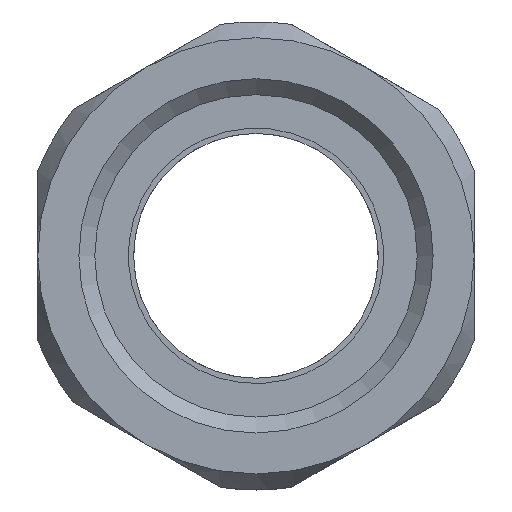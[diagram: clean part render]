
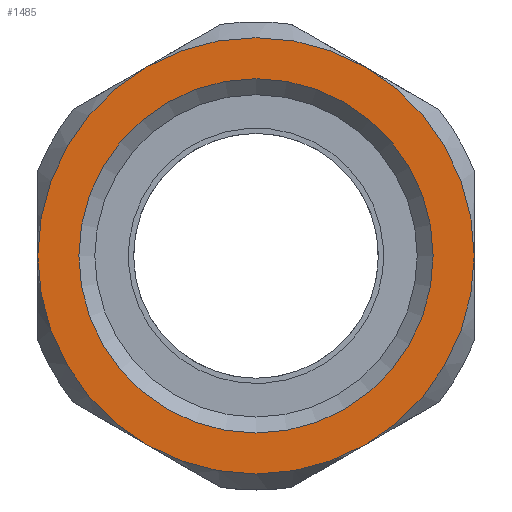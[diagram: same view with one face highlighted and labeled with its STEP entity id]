
A CAD part, left-side view. The second image highlights one B-rep face of the part: STEP entity #1485.
In plain terms, the highlighted planar face has unit normal (-1, 0, 0).
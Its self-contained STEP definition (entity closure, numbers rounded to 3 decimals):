
#86=FACE_BOUND('',#269,.T.);
#111=PLANE('',#1681);
#175=FACE_OUTER_BOUND('',#268,.T.);
#268=EDGE_LOOP('',(#1190,#1191,#1192,#1193,#1194,#1195));
#269=EDGE_LOOP('',(#1196));
#497=CIRCLE('',#1682,20.5);
#498=CIRCLE('',#1683,20.5);
#499=CIRCLE('',#1684,20.5);
#500=CIRCLE('',#1685,20.5);
#501=CIRCLE('',#1686,20.5);
#502=CIRCLE('',#1687,20.5);
#503=CIRCLE('',#1688,16.646);
#612=VERTEX_POINT('',#2496);
#617=VERTEX_POINT('',#2513);
#622=VERTEX_POINT('',#2530);
#627=VERTEX_POINT('',#2547);
#632=VERTEX_POINT('',#2564);
#651=VERTEX_POINT('',#2631);
#652=VERTEX_POINT('',#2638);
#843=EDGE_CURVE('',#627,#651,#497,.T.);
#844=EDGE_CURVE('',#651,#632,#498,.T.);
#845=EDGE_CURVE('',#632,#622,#499,.T.);
#846=EDGE_CURVE('',#622,#617,#500,.T.);
#847=EDGE_CURVE('',#617,#612,#501,.T.);
#848=EDGE_CURVE('',#612,#627,#502,.T.);
#849=EDGE_CURVE('',#652,#652,#503,.T.);
#1190=ORIENTED_EDGE('',*,*,#843,.T.);
#1191=ORIENTED_EDGE('',*,*,#844,.T.);
#1192=ORIENTED_EDGE('',*,*,#845,.T.);
#1193=ORIENTED_EDGE('',*,*,#846,.T.);
#1194=ORIENTED_EDGE('',*,*,#847,.T.);
#1195=ORIENTED_EDGE('',*,*,#848,.T.);
#1196=ORIENTED_EDGE('',*,*,#849,.F.);
#1485=ADVANCED_FACE('',(#175,#86),#111,.F.);
#1681=AXIS2_PLACEMENT_3D('',#2630,#2086,#2087);
#1682=AXIS2_PLACEMENT_3D('',#2632,#2088,#2089);
#1683=AXIS2_PLACEMENT_3D('',#2633,#2090,#2091);
#1684=AXIS2_PLACEMENT_3D('',#2634,#2092,#2093);
#1685=AXIS2_PLACEMENT_3D('',#2635,#2094,#2095);
#1686=AXIS2_PLACEMENT_3D('',#2636,#2096,#2097);
#1687=AXIS2_PLACEMENT_3D('',#2637,#2098,#2099);
#1688=AXIS2_PLACEMENT_3D('',#2639,#2100,#2101);
#2086=DIRECTION('center_axis',(1.,0.,0.));
#2087=DIRECTION('ref_axis',(0.,1.,0.));
#2088=DIRECTION('center_axis',(-1.,0.,0.));
#2089=DIRECTION('ref_axis',(0.,0.,
1.));
#2090=DIRECTION('center_axis',(-1.,0.,0.));
#2091=DIRECTION('ref_axis',(0.,0.,
1.));
#2092=DIRECTION('center_axis',(-1.,0.,0.));
#2093=DIRECTION('ref_axis',(0.,0.,
1.));
#2094=DIRECTION('center_axis',(-1.,0.,0.));
#2095=DIRECTION('ref_axis',(0.,0.,
1.));
#2096=DIRECTION('center_axis',(-1.,0.,0.));
#2097=DIRECTION('ref_axis',(0.,0.,
1.));
#2098=DIRECTION('center_axis',(-1.,0.,0.));
#2099=DIRECTION('ref_axis',(0.,0.,
1.));
#2100=DIRECTION('center_axis',(-1.,0.,0.));
#2101=DIRECTION('ref_axis',(0.,0.,
-1.));
#2496=CARTESIAN_POINT('',(-51.6,10.25,-17.754));
#2513=CARTESIAN_POINT('',(-51.6,20.5,0.));
#2530=CARTESIAN_POINT('',(-51.6,10.25,17.754));
#2547=CARTESIAN_POINT('',(-51.6,-10.25,-17.754));
#2564=CARTESIAN_POINT('',(-51.6,-10.25,17.754));
#2630=CARTESIAN_POINT('Origin',(-51.6,0.,
0.));
#2631=CARTESIAN_POINT('',(-51.6,-20.5,0.));
#2632=CARTESIAN_POINT('Origin',(-51.6,0.,0.));
#2633=CARTESIAN_POINT('Origin',(-51.6,0.,0.));
#2634=CARTESIAN_POINT('Origin',(-51.6,0.,0.));
#2635=CARTESIAN_POINT('Origin',(-51.6,0.,0.));
#2636=CARTESIAN_POINT('Origin',(-51.6,0.,0.));
#2637=CARTESIAN_POINT('Origin',(-51.6,0.,0.));
#2638=CARTESIAN_POINT('',(-51.6,0.,16.646));
#2639=CARTESIAN_POINT('Origin',(-51.6,0.,0.));
